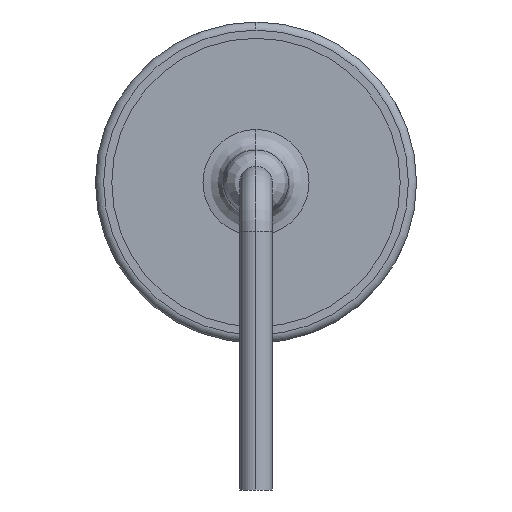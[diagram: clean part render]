
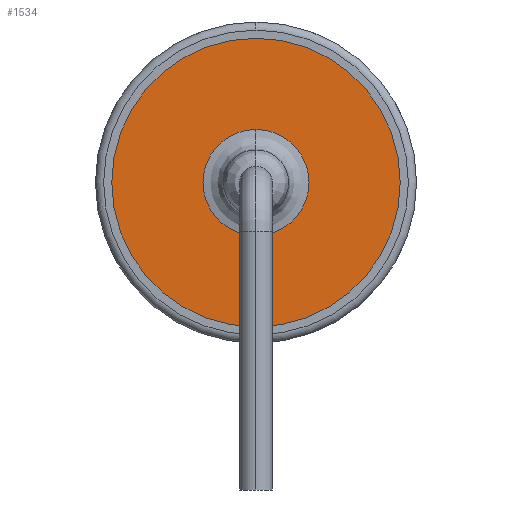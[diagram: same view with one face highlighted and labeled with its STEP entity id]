
A CAD part, left-side view. The second image highlights one B-rep face of the part: STEP entity #1534.
In plain terms, the highlighted planar face has unit normal (-1, 0, 0).
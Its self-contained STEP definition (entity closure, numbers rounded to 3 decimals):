
#1466=CARTESIAN_POINT('',(-51.435,3.535,3.935));
#1467=VERTEX_POINT('',#1466);
#1483=CARTESIAN_POINT('',(-51.435,-3.535,3.935));
#1484=VERTEX_POINT('',#1483);
#1491=CARTESIAN_POINT('',(-51.435,0.0,3.935));
#1492=DIRECTION('',(-1.0,0.0,0.0));
#1493=DIRECTION('',(0.0,1.0,0.0));
#1494=AXIS2_PLACEMENT_3D('',#1491,#1492,#1493);
#1495=CIRCLE('',#1494,3.535);
#1496=EDGE_CURVE('',#1467,#1484,#1495,.T.);
#1507=CARTESIAN_POINT('',(-51.435,0.0,3.935));
#1508=DIRECTION('',(-1.0,0.0,0.0));
#1509=DIRECTION('',(0.0,1.0,0.0));
#1510=AXIS2_PLACEMENT_3D('',#1507,#1508,#1509);
#1511=CIRCLE('',#1510,3.535);
#1512=EDGE_CURVE('',#1484,#1467,#1511,.T.);
#1525=CARTESIAN_POINT('',(-51.435,0.0,3.935));
#1526=DIRECTION('',(-1.0,0.0,0.0));
#1527=DIRECTION('',(0.0,-1.0,0.0));
#1528=AXIS2_PLACEMENT_3D('',#1525,#1526,#1527);
#1529=PLANE('',#1528);
#1530=ORIENTED_EDGE('',*,*,#1496,.T.);
#1531=ORIENTED_EDGE('',*,*,#1512,.T.);
#1532=EDGE_LOOP('',(#1530,#1531));
#1533=FACE_OUTER_BOUND('',#1532,.T.);
#1534=ADVANCED_FACE('',(#1533),#1529,.T.);
